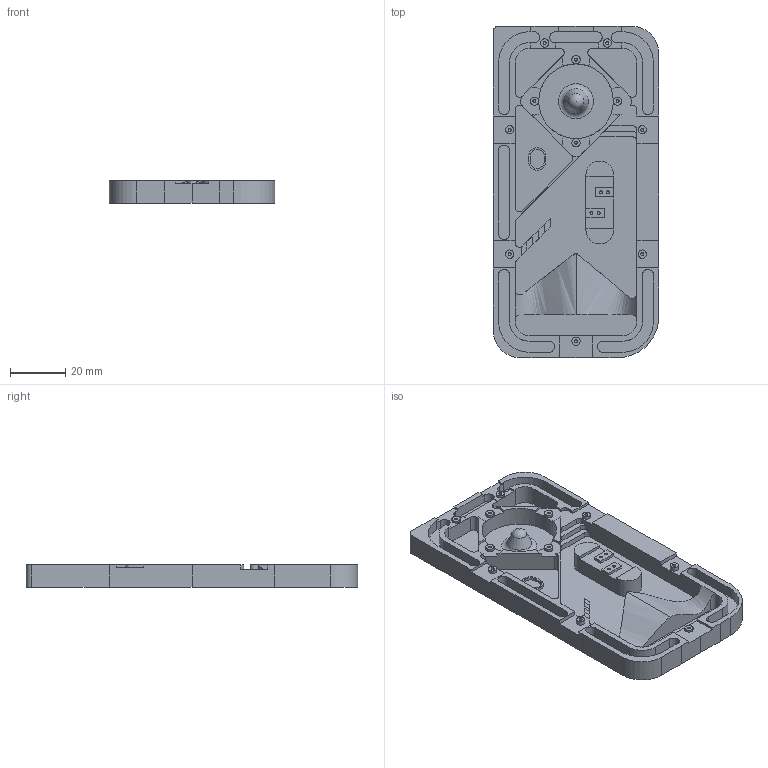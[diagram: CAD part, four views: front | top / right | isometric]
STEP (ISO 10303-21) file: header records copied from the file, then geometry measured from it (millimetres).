
FILE_DESCRIPTION(/* description */ (''),/* implementation_level */ '2;1');
FILE_NAME(/* name */ '3C.stp',/* time_stamp */ '2020-02-10T13:10:29+08:00',/* author */ (''),/* organization */ (''),/* preprocessor_version */ 'ST-DEVELOPER v16',/* originating_system */ 'SIEMENS PLM Software NX 11.0',/* authorisation */ '');
FILE_SCHEMA (('AUTOMOTIVE_DESIGN { 1 0 10303 214 3 1 1 1 }'));
Length unit declared in the file: millimetre
Products named in the file (1): stdtest_mex_FANUC
Bounding box: 60 x 120 x 8 mm (x, y, z)
Volume: 28666.3 mm3; surface area: 23648.2 mm2
Topology: 1 solids, 1 shells, 272 faces, 753 edges, 500 vertices
Faces by surface type: plane 158, cylinder 94, cone 16, extrusion 2, sphere 1, torus 1
Full cylindrical faces by diameter (mm): 1.1 x15, 3 x11, 27 x1
Entity records: 8355 total; most frequent: CARTESIAN_POINT 1554, DIRECTION 1407, ORIENTED_EDGE 1350, EDGE_CURVE 675, VERTEX_POINT 483, AXIS2_PLACEMENT_3D 470, VECTOR 467, LINE 465
